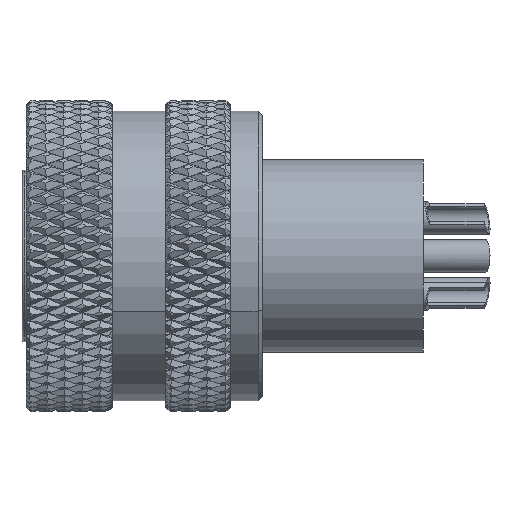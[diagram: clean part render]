
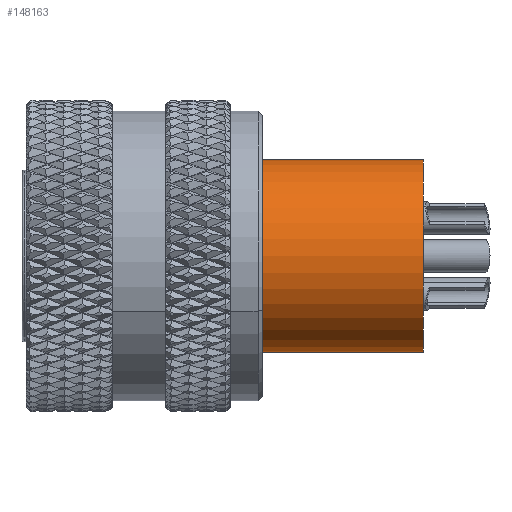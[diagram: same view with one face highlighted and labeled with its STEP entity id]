
A CAD part, front view. The second image highlights one B-rep face of the part: STEP entity #148163.
In plain terms, the highlighted cylindrical face has radius 4.5 mm (diameter 9 mm), a partial arc.
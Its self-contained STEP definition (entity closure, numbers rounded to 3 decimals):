
#3903 = CARTESIAN_POINT ( 'NONE',  ( 9.35, 0., 4.5 ) ) ;
#5983 = VERTEX_POINT ( 'NONE', #75709 ) ;
#23049 = ORIENTED_EDGE ( 'NONE', *, *, #273580, .F. ) ;
#75709 = CARTESIAN_POINT ( 'NONE',  ( 0.85, 0., 4.5 ) ) ;
#80211 = CARTESIAN_POINT ( 'NONE',  ( -9.35, 0., 4.5 ) ) ;
#83600 = FACE_OUTER_BOUND ( 'NONE', #142328, .T. ) ;
#100672 = DIRECTION ( 'NONE',  ( -1., 0., 0. ) ) ;
#117381 = VERTEX_POINT ( 'NONE', #416711 ) ;
#125268 = VERTEX_POINT ( 'NONE', #3903 ) ;
#140787 = LINE ( 'NONE', #147992, #199008 ) ;
#142328 = EDGE_LOOP ( 'NONE', ( #23049, #232145, #359834, #277746 ) ) ;
#147992 = CARTESIAN_POINT ( 'NONE',  ( -9.35, 0., -4.5 ) ) ;
#148163 = ADVANCED_FACE ( 'NONE', ( #83600 ), #376718, .T. ) ;
#169731 = VECTOR ( 'NONE', #341482, 1000. ) ;
#191108 = DIRECTION ( 'NONE',  ( 0., 0., 1. ) ) ;
#194738 = AXIS2_PLACEMENT_3D ( 'NONE', #415753, #425330, #191108 ) ;
#199008 = VECTOR ( 'NONE', #296986, 1000. ) ;
#229685 = DIRECTION ( 'NONE',  ( -1., 0., 0. ) ) ;
#232077 = CARTESIAN_POINT ( 'NONE',  ( 9.35, 0., 0. ) ) ;
#232145 = ORIENTED_EDGE ( 'NONE', *, *, #304600, .T. ) ;
#238029 = CIRCLE ( 'NONE', #409875, 4.5 ) ;
#257003 = EDGE_CURVE ( 'NONE', #117381, #5983, #353761, .T. ) ;
#261498 = DIRECTION ( 'NONE',  ( 0., 0., 1. ) ) ;
#265819 = LINE ( 'NONE', #80211, #169731 ) ;
#273580 = EDGE_CURVE ( 'NONE', #446570, #117381, #140787, .T. ) ;
#277746 = ORIENTED_EDGE ( 'NONE', *, *, #257003, .F. ) ;
#296986 = DIRECTION ( 'NONE',  ( -1., 0., 0. ) ) ;
#304600 = EDGE_CURVE ( 'NONE', #446570, #125268, #238029, .T. ) ;
#341482 = DIRECTION ( 'NONE',  ( -1., 0., 0. ) ) ;
#353761 = CIRCLE ( 'NONE', #400480, 4.5 ) ;
#359834 = ORIENTED_EDGE ( 'NONE', *, *, #474717, .T. ) ;
#376718 = CYLINDRICAL_SURFACE ( 'NONE', #194738, 4.5 ) ;
#388941 = DIRECTION ( 'NONE',  ( 0., 0., 1. ) ) ;
#400480 = AXIS2_PLACEMENT_3D ( 'NONE', #471823, #100672, #388941 ) ;
#409875 = AXIS2_PLACEMENT_3D ( 'NONE', #232077, #229685, #261498 ) ;
#415753 = CARTESIAN_POINT ( 'NONE',  ( -9.35, 0., 0. ) ) ;
#416211 = CARTESIAN_POINT ( 'NONE',  ( 9.35, 0., -4.5 ) ) ;
#416711 = CARTESIAN_POINT ( 'NONE',  ( 0.85, 0., -4.5 ) ) ;
#425330 = DIRECTION ( 'NONE',  ( -1., 0., 0. ) ) ;
#446570 = VERTEX_POINT ( 'NONE', #416211 ) ;
#471823 = CARTESIAN_POINT ( 'NONE',  ( 0.85, 0., 0. ) ) ;
#474717 = EDGE_CURVE ( 'NONE', #125268, #5983, #265819, .T. ) ;
